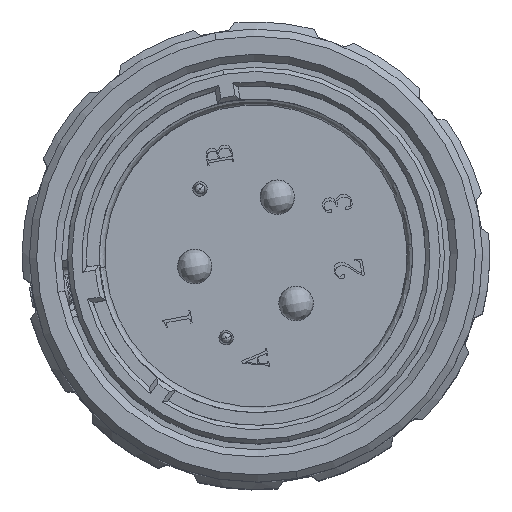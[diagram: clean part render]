
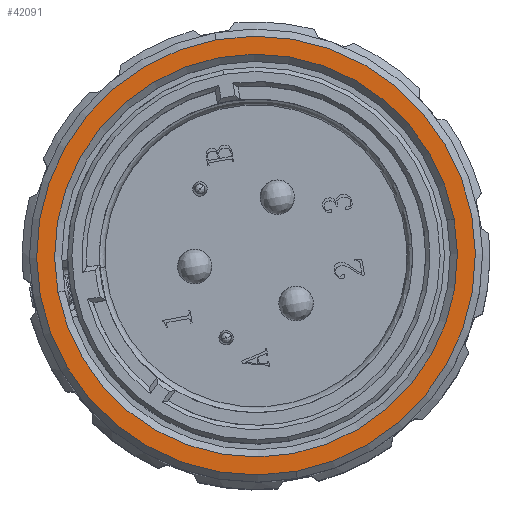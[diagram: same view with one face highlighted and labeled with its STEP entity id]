
A CAD part, top view. The second image highlights one B-rep face of the part: STEP entity #42091.
In plain terms, the highlighted planar face has unit normal (0, 0, 1).
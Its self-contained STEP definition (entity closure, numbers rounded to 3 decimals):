
#410 = EDGE_CURVE ( 'NONE', #13030, #13031, #14411, .T. ) ;
#416 = EDGE_CURVE ( 'NONE', #13026, #3262, #14416, .T. ) ;
#3262 = VERTEX_POINT ( 'NONE', #24554 ) ;
#7296 = ORIENTED_EDGE ( 'NONE', *, *, #38577, .F. ) ;
#7491 = CARTESIAN_POINT ( 'NONE',  ( -7.859, -14.144, 110.025 ) ) ;
#7499 = PLANE ( 'NONE',  #38484 ) ;
#7509 = DIRECTION ( 'NONE',  ( 0., 0., -1. ) ) ;
#7511 = DIRECTION ( 'NONE',  ( -0.182, 0.983, 0. ) ) ;
#8137 = ORIENTED_EDGE ( 'NONE', *, *, #416, .F. ) ;
#8142 = ORIENTED_EDGE ( 'NONE', *, *, #410, .F. ) ;
#8182 = ORIENTED_EDGE ( 'NONE', *, *, #38790, .F. ) ;
#13026 = VERTEX_POINT ( 'NONE', #30207 ) ;
#13030 = VERTEX_POINT ( 'NONE', #30210 ) ;
#13031 = VERTEX_POINT ( 'NONE', #30211 ) ;
#14225 = AXIS2_PLACEMENT_3D ( 'NONE', #16697, #16698, #16699 ) ;
#14227 = AXIS2_PLACEMENT_3D ( 'NONE', #16714, #16715, #16716 ) ;
#14411 = CIRCLE ( 'NONE', #14225, 14. ) ;
#14416 = CIRCLE ( 'NONE', #14227, 15.25 ) ;
#16697 = CARTESIAN_POINT ( 'NONE',  ( 4.499, 3.846, 110.025 ) ) ;
#16698 = DIRECTION ( 'NONE',  ( 0., 0., 1. ) ) ;
#16699 = DIRECTION ( 'NONE',  ( -0.983, -0.182, 0. ) ) ;
#16714 = CARTESIAN_POINT ( 'NONE',  ( 4.499, 3.846, 110.025 ) ) ;
#16715 = DIRECTION ( 'NONE',  ( 0., 0., -1. ) ) ;
#16716 = DIRECTION ( 'NONE',  ( -0.182, 0.983, 0. ) ) ;
#24554 = CARTESIAN_POINT ( 'NONE',  ( 7.282, -11.148, 110.025 ) ) ;
#30207 = CARTESIAN_POINT ( 'NONE',  ( 1.716, 18.84, 110.025 ) ) ;
#30210 = CARTESIAN_POINT ( 'NONE',  ( 18.264, 6.401, 110.025 ) ) ;
#30211 = CARTESIAN_POINT ( 'NONE',  ( -9.266, 1.291, 110.025 ) ) ;
#35428 = CIRCLE ( 'NONE', #37444, 14. ) ;
#35645 = CIRCLE ( 'NONE', #37506, 15.25 ) ;
#37240 = CARTESIAN_POINT ( 'NONE',  ( 4.499, 3.846, 110.025 ) ) ;
#37241 = DIRECTION ( 'NONE',  ( 0., 0., 1. ) ) ;
#37242 = DIRECTION ( 'NONE',  ( -0.983, -0.182, 0. ) ) ;
#37444 = AXIS2_PLACEMENT_3D ( 'NONE', #37240, #37241, #37242 ) ;
#37506 = AXIS2_PLACEMENT_3D ( 'NONE', #39621, #39622, #39623 ) ;
#38484 = AXIS2_PLACEMENT_3D ( 'NONE', #7491, #7509, #7511 ) ;
#38577 = EDGE_CURVE ( 'NONE', #13031, #13030, #35428, .T. ) ;
#38790 = EDGE_CURVE ( 'NONE', #3262, #13026, #35645, .T. ) ;
#39621 = CARTESIAN_POINT ( 'NONE',  ( 4.499, 3.846, 110.025 ) ) ;
#39622 = DIRECTION ( 'NONE',  ( 0., 0., -1. ) ) ;
#39623 = DIRECTION ( 'NONE',  ( -0.182, 0.983, 0. ) ) ;
#42091 = ADVANCED_FACE ( 'NONE', ( #44533, #44540 ), #7499, .F. ) ;
#44533 = FACE_BOUND ( 'NONE', #45974, .T. ) ;
#44540 = FACE_OUTER_BOUND ( 'NONE', #45976, .T. ) ;
#45974 = EDGE_LOOP ( 'NONE', ( #7296, #8142 ) ) ;
#45976 = EDGE_LOOP ( 'NONE', ( #8137, #8182 ) ) ;
